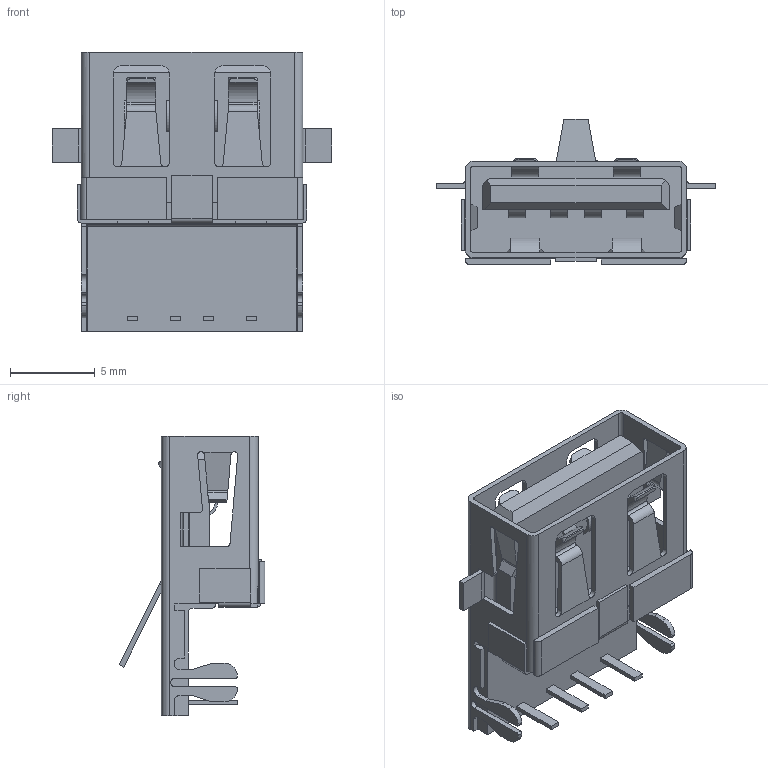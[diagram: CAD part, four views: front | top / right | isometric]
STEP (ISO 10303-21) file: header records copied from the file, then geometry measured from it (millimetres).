
FILE_DESCRIPTION(('STEP AP203'),'1');
FILE_NAME('1746311-1.stp','2021-11-13T18:12:50',('TraceParts'),('TraceParts S.A.'),'Spatial InterOp 3D',' ',' ');
FILE_SCHEMA(('CONFIG_CONTROL_DESIGN'));
Length unit declared in the file: millimetre
Products named in the file (1): 1
Bounding box: 16.5 x 8.62 x 16.5 mm (x, y, z)
Volume: 486.1 mm3; surface area: 1382.2 mm2
Topology: 1 solids, 1 shells, 385 faces, 1097 edges, 725 vertices
Faces by surface type: plane 259, cylinder 126
Entity records: 12959 total; most frequent: CARTESIAN_POINT 2758, ORIENTED_EDGE 2194, DIRECTION 2024, EDGE_CURVE 1097, LINE 796, VECTOR 796, VERTEX_POINT 725, AXIS2_PLACEMENT_3D 614
